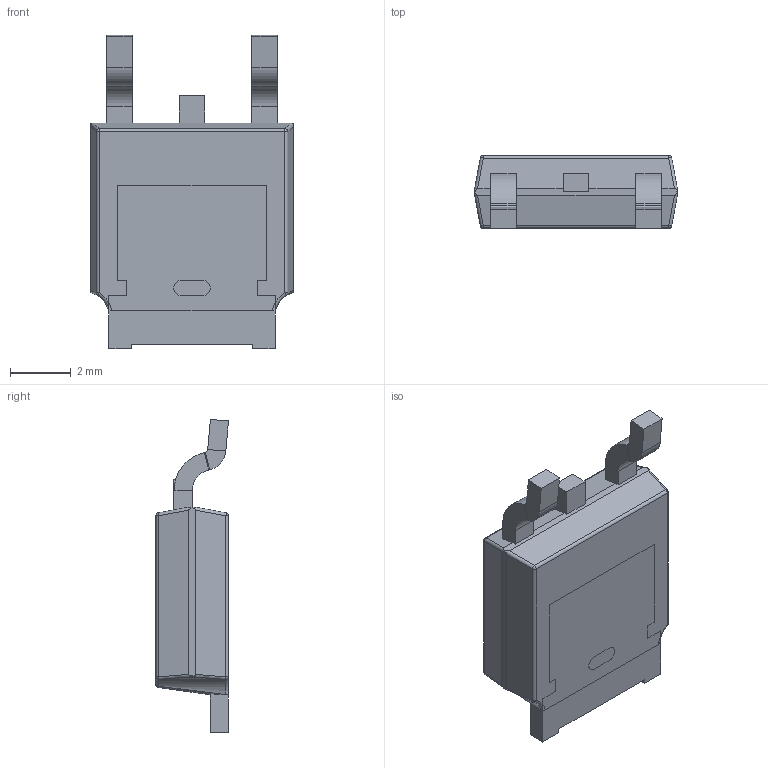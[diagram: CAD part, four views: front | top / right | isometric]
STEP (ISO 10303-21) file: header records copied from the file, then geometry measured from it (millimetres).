
FILE_DESCRIPTION (( 'STEP AP214' ), '1' );
FILE_NAME ('User Library-TO-252-3.STEP', '2021-10-15T05:37:58', ( '' ), ( '' ), 'SwSTEP 2.0', 'SolidWorks 2021', '' );
FILE_SCHEMA (( 'AUTOMOTIVE_DESIGN' ));
Length unit declared in the file: millimetre
Products named in the file (1): User Library-TO-252-3
Bounding box: 6.7 x 2.41 x 10.35 mm (x, y, z)
Volume: 112.8 mm3; surface area: 223.7 mm2
Topology: 2 solids, 2 shells, 236 faces, 609 edges, 378 vertices
Faces by surface type: plane 120, bspline 73, cylinder 25, sphere 12, torus 6
Entity records: 11178 total; most frequent: CARTESIAN_POINT 5359, ORIENTED_EDGE 1198, DIRECTION 835, EDGE_CURVE 599, VERTEX_POINT 378, VECTOR 359, LINE 359, EDGE_LOOP 249
